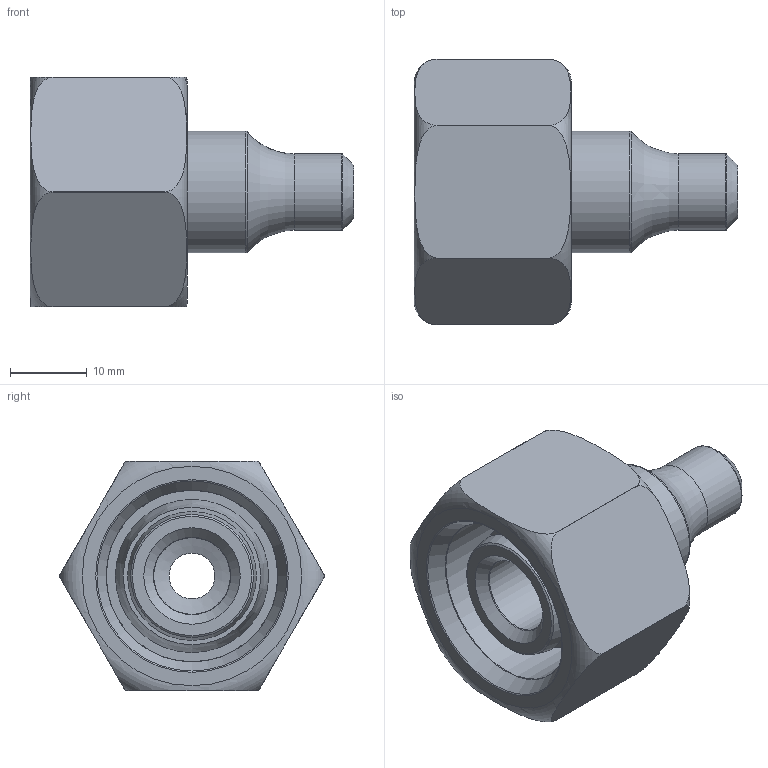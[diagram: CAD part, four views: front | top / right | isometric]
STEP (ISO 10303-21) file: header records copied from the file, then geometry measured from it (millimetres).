
FILE_DESCRIPTION(/* description */ (''),/* implementation_level */ '2;1');
FILE_NAME(/* name */ 'ARKM16-10.stp',/* time_stamp */ '2024-07-12T13:25:16+02:00',/* author */ (''),/* organization */ (''),/* preprocessor_version */ 'ST-DEVELOPER v16',/* originating_system */ 'SIEMENS PLM Software NX 10.0',/* authorisation */ '');
FILE_SCHEMA (('CONFIG_CONTROL_DESIGN'));
Length unit declared in the file: millimetre
Products named in the file (4): X-OR-16; X-M16; X-ARK16-10; ARKM16-10
Assembly tree (3 placements, depth 2):
  ARKM16-10
    X-ARK16-10
    X-M16
    X-OR-16
Bounding box: 42.23 x 34.64 x 30.01 mm (x, y, z)
Volume: 13783.3 mm3; surface area: 7908.4 mm2
Topology: 3 solids, 3 shells, 109 faces, 267 edges, 174 vertices
Faces by surface type: bspline 49, plane 22, cylinder 13, cone 12, torus 12, revolution 1
Full cylindrical faces by diameter (mm): 6 x1, 10 x2, 15.91 x1, 16.225 x1, 20 x1, 22.38 x1
Entity records: 4437 total; most frequent: CARTESIAN_POINT 2082, ORIENTED_EDGE 440, DIRECTION 240, EDGE_CURVE 220, VERTEX_POINT 160, B_SPLINE_CURVE_WITH_KNOTS 158, EDGE_LOOP 155, AXIS2_PLACEMENT_3D 113
